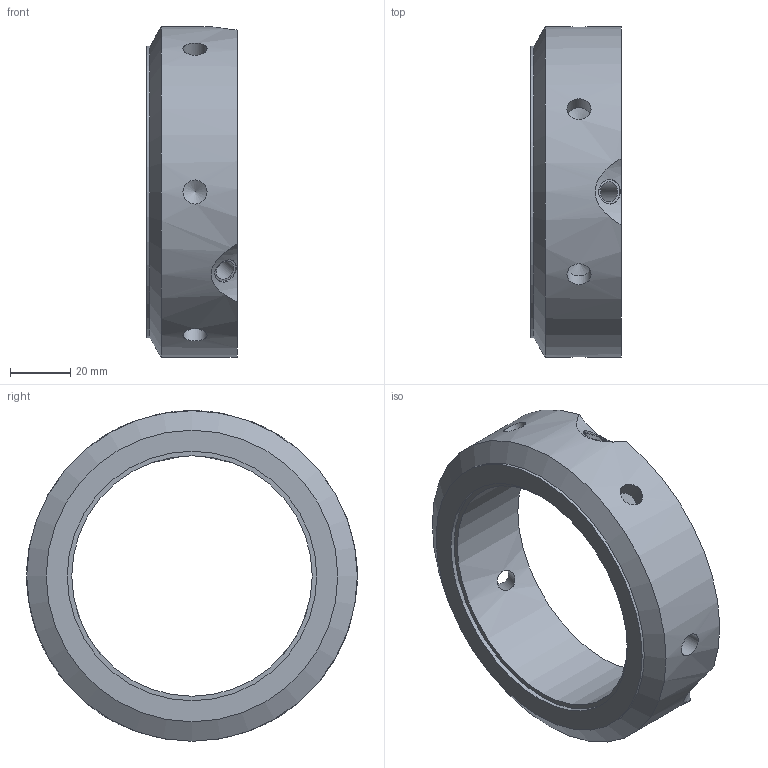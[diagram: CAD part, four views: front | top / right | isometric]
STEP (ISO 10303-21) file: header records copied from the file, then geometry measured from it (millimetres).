
FILE_DESCRIPTION((''),'2;1');
FILE_NAME('FKD FKNA80.stp','2014-02-26T21:08:03',('sugidesign'),(''),'Autodesk Inventor LT ','Autodesk Inventor LT ','');
FILE_SCHEMA(('CONFIG_CONTROL_DESIGN'));
Length unit declared in the file: millimetre
Products named in the file (1): FKD FKNA80
Bounding box: 30 x 110 x 110 mm (x, y, z)
Volume: 121955.4 mm3; surface area: 28098.2 mm2
Topology: 1 solids, 1 shells, 44 faces, 113 edges, 74 vertices
Faces by surface type: cylinder 25, cone 13, plane 6
Full cylindrical faces by diameter (mm): 6.4 x6, 6.647 x3, 8 x6, 8.2 x3, 80 x1, 83 x1, 97 x1, 110 x1
Entity records: 1468 total; most frequent: CARTESIAN_POINT 621, DIRECTION 164, ORIENTED_EDGE 116, EDGE_LOOP 91, AXIS2_PLACEMENT_3D 82, EDGE_CURVE 58, VERTEX_POINT 55, FACE_BOUND 47
